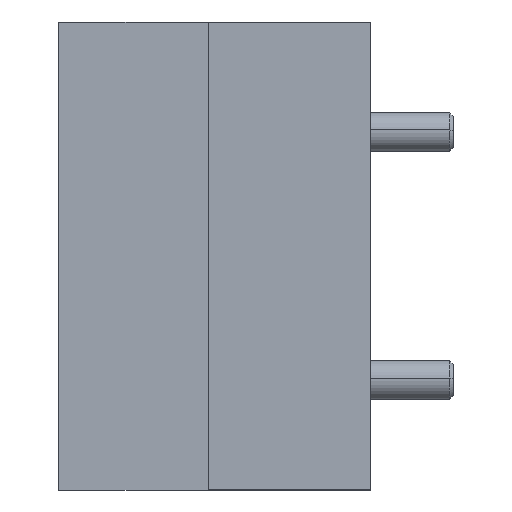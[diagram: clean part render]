
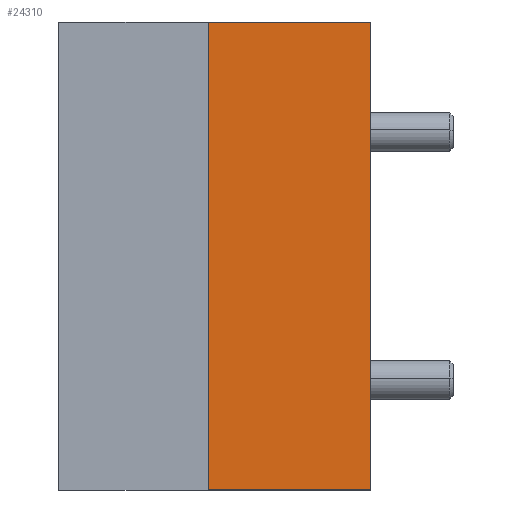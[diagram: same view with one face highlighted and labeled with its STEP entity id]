
A CAD part, left-side view. The second image highlights one B-rep face of the part: STEP entity #24310.
In plain terms, the highlighted planar face has unit normal (-1, 0, 0).
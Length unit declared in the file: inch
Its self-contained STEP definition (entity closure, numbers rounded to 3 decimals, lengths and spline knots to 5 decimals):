
#224 = LINE ( 'NONE', #1472, #6225 ) ;
#749 = VERTEX_POINT ( 'NONE', #28396 ) ;
#973 = CARTESIAN_POINT ( 'NONE',  ( -0.8, 0.26, 0.375 ) ) ;
#1220 = VERTEX_POINT ( 'NONE', #10616 ) ;
#1472 = CARTESIAN_POINT ( 'NONE',  ( -0.8, 0.26, 0.375 ) ) ;
#1655 = AXIS2_PLACEMENT_3D ( 'NONE', #973, #5505, #10254 ) ;
#2534 = EDGE_CURVE ( 'NONE', #30527, #21497, #28860, .T. ) ;
#2790 = ORIENTED_EDGE ( 'NONE', *, *, #23762, .F. ) ;
#5453 = VECTOR ( 'NONE', #17629, 39.37008 ) ;
#5505 = DIRECTION ( 'NONE',  ( 1., 0., 0. ) ) ;
#6225 = VECTOR ( 'NONE', #30383, 39.37008 ) ;
#7627 = DIRECTION ( 'NONE',  ( 0., 0., 1. ) ) ;
#8839 = ORIENTED_EDGE ( 'NONE', *, *, #26495, .T. ) ;
#10254 = DIRECTION ( 'NONE',  ( 0., 0., -1. ) ) ;
#10616 = CARTESIAN_POINT ( 'NONE',  ( -0.8, 0.26, 0.375 ) ) ;
#11047 = DIRECTION ( 'NONE',  ( 0., -1., 0. ) ) ;
#12638 = ORIENTED_EDGE ( 'NONE', *, *, #23518, .F. ) ;
#14616 = CARTESIAN_POINT ( 'NONE',  ( -0.8, 0.26, -0.375 ) ) ;
#14794 = ORIENTED_EDGE ( 'NONE', *, *, #2534, .T. ) ;
#15055 = PLANE ( 'NONE',  #1655 ) ;
#17113 = EDGE_LOOP ( 'NONE', ( #8839, #12638, #2790, #14794 ) ) ;
#17629 = DIRECTION ( 'NONE',  ( 0., 0., 1. ) ) ;
#21348 = VECTOR ( 'NONE', #11047, 39.37008 ) ;
#21497 = VERTEX_POINT ( 'NONE', #22670 ) ;
#21708 = CARTESIAN_POINT ( 'NONE',  ( -0.8, 0., 0.375 ) ) ;
#22157 = VECTOR ( 'NONE', #7627, 39.37008 ) ;
#22670 = CARTESIAN_POINT ( 'NONE',  ( -0.8, 0., -0.375 ) ) ;
#23236 = CARTESIAN_POINT ( 'NONE',  ( -0.8, 0.26, -0.375 ) ) ;
#23518 = EDGE_CURVE ( 'NONE', #1220, #749, #224, .T. ) ;
#23762 = EDGE_CURVE ( 'NONE', #30527, #1220, #30687, .T. ) ;
#24310 = ADVANCED_FACE ( 'NONE', ( #30279 ), #15055, .F. ) ;
#24496 = CARTESIAN_POINT ( 'NONE',  ( -0.8, 0.26, 0.375 ) ) ;
#26495 = EDGE_CURVE ( 'NONE', #21497, #749, #27462, .T. ) ;
#27462 = LINE ( 'NONE', #21708, #22157 ) ;
#28396 = CARTESIAN_POINT ( 'NONE',  ( -0.8, 0., 0.375 ) ) ;
#28860 = LINE ( 'NONE', #23236, #21348 ) ;
#30279 = FACE_OUTER_BOUND ( 'NONE', #17113, .T. ) ;
#30383 = DIRECTION ( 'NONE',  ( 0., -1., 0. ) ) ;
#30527 = VERTEX_POINT ( 'NONE', #14616 ) ;
#30687 = LINE ( 'NONE', #24496, #5453 ) ;
